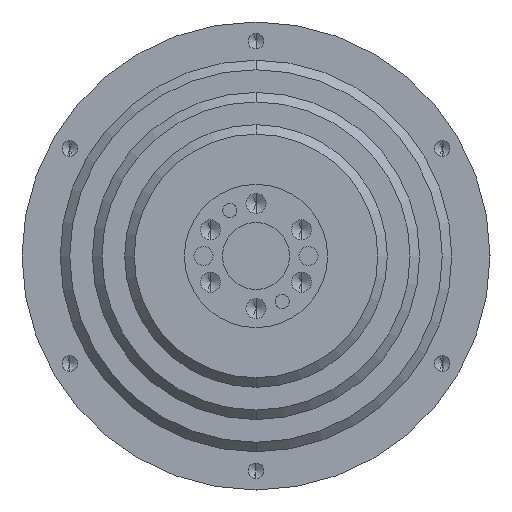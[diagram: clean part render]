
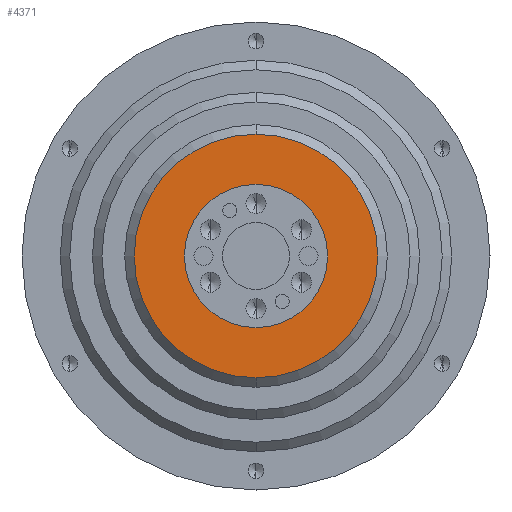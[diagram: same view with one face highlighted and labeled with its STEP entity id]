
A CAD part, front view. The second image highlights one B-rep face of the part: STEP entity #4371.
In plain terms, the highlighted planar face has unit normal (0, -1, 0).
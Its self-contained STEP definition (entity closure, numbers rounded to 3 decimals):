
#199 = PLANE ( 'NONE',  #8449 ) ;
#720 = CARTESIAN_POINT ( 'NONE',  ( 0., 2., -25.5 ) ) ;
#787 = CIRCLE ( 'NONE', #4002, 25.5 ) ;
#1251 = EDGE_LOOP ( 'NONE', ( #4721, #3913 ) ) ;
#1675 = ORIENTED_EDGE ( 'NONE', *, *, #26319, .T. ) ;
#2319 = EDGE_CURVE ( 'NONE', #25411, #14970, #4548, .T. ) ;
#2376 = FACE_BOUND ( 'NONE', #1251, .T. ) ;
#3376 = CARTESIAN_POINT ( 'NONE',  ( 0., 2., 0. ) ) ;
#3565 = DIRECTION ( 'NONE',  ( 0., 0., 1. ) ) ;
#3913 = ORIENTED_EDGE ( 'NONE', *, *, #2319, .T. ) ;
#4002 = AXIS2_PLACEMENT_3D ( 'NONE', #3376, #11674, #13697 ) ;
#4371 = ADVANCED_FACE ( 'NONE', ( #22499, #2376 ), #199, .F. ) ;
#4548 = CIRCLE ( 'NONE', #9559, 15. ) ;
#4721 = ORIENTED_EDGE ( 'NONE', *, *, #14887, .T. ) ;
#7102 = CARTESIAN_POINT ( 'NONE',  ( 0., 2., 15. ) ) ;
#8449 = AXIS2_PLACEMENT_3D ( 'NONE', #11524, #19942, #15948 ) ;
#9126 = DIRECTION ( 'NONE',  ( 0., 0., 1. ) ) ;
#9431 = VERTEX_POINT ( 'NONE', #26396 ) ;
#9498 = DIRECTION ( 'NONE',  ( 0., 1., 0. ) ) ;
#9559 = AXIS2_PLACEMENT_3D ( 'NONE', #12087, #9498, #16515 ) ;
#9955 = AXIS2_PLACEMENT_3D ( 'NONE', #13306, #24280, #9126 ) ;
#10404 = CIRCLE ( 'NONE', #9955, 15. ) ;
#11524 = CARTESIAN_POINT ( 'NONE',  ( 15., 2., 0. ) ) ;
#11674 = DIRECTION ( 'NONE',  ( 0., -1., 0. ) ) ;
#12087 = CARTESIAN_POINT ( 'NONE',  ( 0., 2., 0. ) ) ;
#13306 = CARTESIAN_POINT ( 'NONE',  ( 0., 2., 0. ) ) ;
#13697 = DIRECTION ( 'NONE',  ( 0., 0., 1. ) ) ;
#14438 = DIRECTION ( 'NONE',  ( 0., -1., 0. ) ) ;
#14887 = EDGE_CURVE ( 'NONE', #14970, #25411, #10404, .T. ) ;
#14970 = VERTEX_POINT ( 'NONE', #7102 ) ;
#15948 = DIRECTION ( 'NONE',  ( 0., 0., 1. ) ) ;
#16515 = DIRECTION ( 'NONE',  ( 0., 0., 1. ) ) ;
#16574 = CARTESIAN_POINT ( 'NONE',  ( 0., 2., 0. ) ) ;
#16675 = EDGE_CURVE ( 'NONE', #27106, #9431, #20080, .T. ) ;
#18709 = AXIS2_PLACEMENT_3D ( 'NONE', #16574, #14438, #3565 ) ;
#19065 = CARTESIAN_POINT ( 'NONE',  ( 0., 2., -15. ) ) ;
#19831 = EDGE_LOOP ( 'NONE', ( #1675, #24392 ) ) ;
#19942 = DIRECTION ( 'NONE',  ( 0., 1., 0. ) ) ;
#20080 = CIRCLE ( 'NONE', #18709, 25.5 ) ;
#22499 = FACE_OUTER_BOUND ( 'NONE', #19831, .T. ) ;
#24280 = DIRECTION ( 'NONE',  ( 0., 1., 0. ) ) ;
#24392 = ORIENTED_EDGE ( 'NONE', *, *, #16675, .T. ) ;
#25411 = VERTEX_POINT ( 'NONE', #19065 ) ;
#26319 = EDGE_CURVE ( 'NONE', #9431, #27106, #787, .T. ) ;
#26396 = CARTESIAN_POINT ( 'NONE',  ( 0., 2., 25.5 ) ) ;
#27106 = VERTEX_POINT ( 'NONE', #720 ) ;
